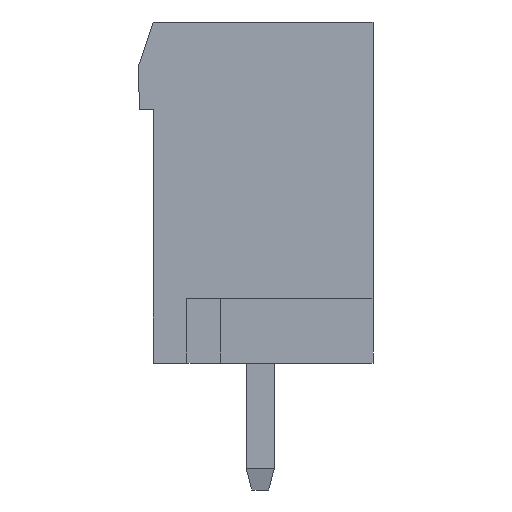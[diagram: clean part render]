
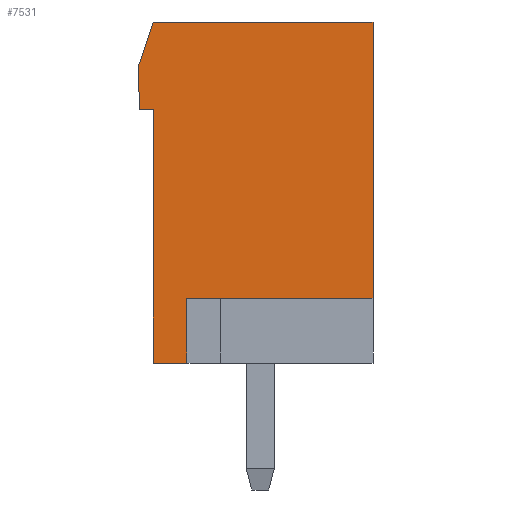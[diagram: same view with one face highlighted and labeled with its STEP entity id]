
A CAD part, left-side view. The second image highlights one B-rep face of the part: STEP entity #7531.
In plain terms, the highlighted planar face has unit normal (-1, 0, 0).
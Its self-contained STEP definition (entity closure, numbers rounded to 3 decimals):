
#532=FACE_OUTER_BOUND('',#980,.T.);
#980=EDGE_LOOP('',(#6426,#6427,#6428,#6429,#6430,#6431,#6432,#6433,#6434));
#1236=LINE('',#10318,#2173);
#1550=LINE('',#10963,#2487);
#1569=LINE('',#11000,#2506);
#1786=LINE('',#11461,#2723);
#1796=LINE('',#11481,#2733);
#1881=LINE('',#11799,#2818);
#1884=LINE('',#11804,#2821);
#1904=LINE('',#11830,#2841);
#1906=LINE('',#11834,#2843);
#2173=VECTOR('',#8416,9.);
#2487=VECTOR('',#9000,1.581);
#2506=VECTOR('',#9045,7.8);
#2723=VECTOR('',#9408,6.6);
#2733=VECTOR('',#9434,2.3);
#2818=VECTOR('',#9721,0.5);
#2821=VECTOR('',#9726,1.6);
#2841=VECTOR('',#9756,1.2);
#2843=VECTOR('',#9762,9.8);
#3033=VERTEX_POINT('',#10315);
#3034=VERTEX_POINT('',#10317);
#3229=VERTEX_POINT('',#10960);
#3230=VERTEX_POINT('',#10962);
#3235=VERTEX_POINT('',#10999);
#3405=VERTEX_POINT('',#11458);
#3406=VERTEX_POINT('',#11460);
#3408=VERTEX_POINT('',#11480);
#3498=VERTEX_POINT('',#11798);
#3755=EDGE_CURVE('',#3033,#3034,#1236,.T.);
#4069=EDGE_CURVE('',#3229,#3230,#1550,.T.);
#4088=EDGE_CURVE('',#3230,#3235,#1569,.T.);
#4312=EDGE_CURVE('',#3405,#3406,#1786,.T.);
#4322=EDGE_CURVE('',#3406,#3408,#1796,.T.);
#4456=EDGE_CURVE('',#3034,#3498,#1881,.T.);
#4459=EDGE_CURVE('',#3498,#3229,#1884,.T.);
#4479=EDGE_CURVE('',#3408,#3033,#1904,.T.);
#4481=EDGE_CURVE('',#3405,#3235,#1906,.T.);
#6426=ORIENTED_EDGE('',*,*,#3755,.F.);
#6427=ORIENTED_EDGE('',*,*,#4479,.F.);
#6428=ORIENTED_EDGE('',*,*,#4322,.F.);
#6429=ORIENTED_EDGE('',*,*,#4312,.F.);
#6430=ORIENTED_EDGE('',*,*,#4481,.T.);
#6431=ORIENTED_EDGE('',*,*,#4088,.F.);
#6432=ORIENTED_EDGE('',*,*,#4069,.F.);
#6433=ORIENTED_EDGE('',*,*,#4459,.F.);
#6434=ORIENTED_EDGE('',*,*,#4456,.F.);
#6854=PLANE('',#7978);
#7531=ADVANCED_FACE('',(#532),#6854,.T.);
#7978=AXIS2_PLACEMENT_3D('',#11835,#9763,#9764);
#8416=DIRECTION('',(0.,0.,1.));
#9000=DIRECTION('',(0.,-0.316,0.949));
#9045=DIRECTION('',(0.,-1.,0.));
#9408=DIRECTION('',(0.,1.,0.));
#9434=DIRECTION('',(0.,0.,-1.));
#9721=DIRECTION('',(0.,1.,0.));
#9726=DIRECTION('',(0.,0.,1.));
#9756=DIRECTION('',(0.,1.,0.));
#9762=DIRECTION('',(0.,0.,1.));
#9763=DIRECTION('center_axis',(-1.,0.,0.));
#9764=DIRECTION('ref_axis',(0.,-1.,0.));
#10315=CARTESIAN_POINT('',(-18.38,3.8,0.));
#10317=CARTESIAN_POINT('',(-18.38,3.8,9.));
#10318=CARTESIAN_POINT('',(-18.38,3.8,2.3));
#10960=CARTESIAN_POINT('',(-18.38,4.3,10.6));
#10962=CARTESIAN_POINT('',(-18.38,3.8,12.1));
#10963=CARTESIAN_POINT('',(-18.38,4.458,10.128));
#10999=CARTESIAN_POINT('',(-18.38,-4.,12.1));
#11000=CARTESIAN_POINT('',(-18.38,3.8,12.1));
#11458=CARTESIAN_POINT('',(-18.38,-4.,2.3));
#11460=CARTESIAN_POINT('',(-18.38,2.6,2.3));
#11461=CARTESIAN_POINT('',(-18.38,-4.,2.3));
#11480=CARTESIAN_POINT('',(-18.38,2.6,0.));
#11481=CARTESIAN_POINT('',(-18.38,2.6,2.3));
#11798=CARTESIAN_POINT('',(-18.38,4.3,9.));
#11799=CARTESIAN_POINT('',(-18.38,3.875,9.));
#11804=CARTESIAN_POINT('',(-18.38,4.3,9.1));
#11830=CARTESIAN_POINT('',(-18.38,2.6,0.));
#11834=CARTESIAN_POINT('',(-18.38,-4.,2.3));
#11835=CARTESIAN_POINT('Origin',(-18.38,3.8,2.3));
